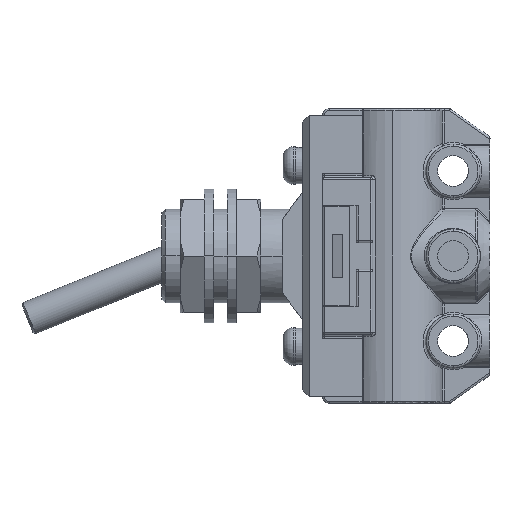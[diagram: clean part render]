
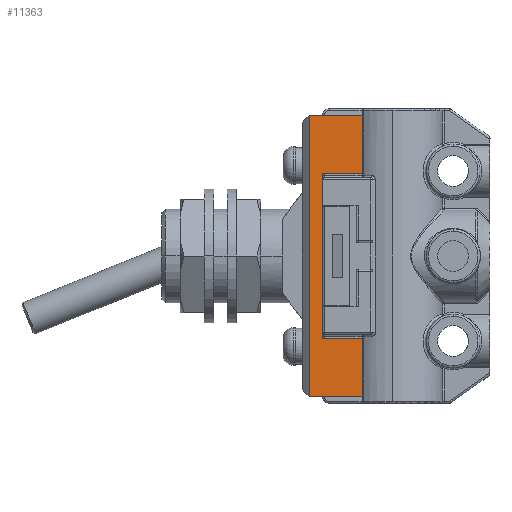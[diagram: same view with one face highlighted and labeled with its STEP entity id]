
A CAD part, left-side view. The second image highlights one B-rep face of the part: STEP entity #11363.
In plain terms, the highlighted planar face has unit normal (-1, 0, 0).
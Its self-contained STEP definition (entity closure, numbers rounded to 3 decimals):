
#186 = ORIENTED_EDGE ( 'NONE', *, *, #10412, .T. ) ;
#524 = LINE ( 'NONE', #15371, #6390 ) ;
#863 = EDGE_CURVE ( 'NONE', #17022, #15277, #3436, .T. ) ;
#1329 = VERTEX_POINT ( 'NONE', #9478 ) ;
#1402 = PLANE ( 'NONE',  #12294 ) ;
#1503 = VERTEX_POINT ( 'NONE', #11251 ) ;
#1603 = LINE ( 'NONE', #4845, #11757 ) ;
#1756 = VERTEX_POINT ( 'NONE', #10186 ) ;
#1982 = LINE ( 'NONE', #8052, #15599 ) ;
#2128 = DIRECTION ( 'NONE',  ( 0., 1., 0. ) ) ;
#2633 = CARTESIAN_POINT ( 'NONE',  ( -8., -6., -21. ) ) ;
#2805 = DIRECTION ( 'NONE',  ( 0., -1., 0. ) ) ;
#2967 = ORIENTED_EDGE ( 'NONE', *, *, #2971, .F. ) ;
#2971 = EDGE_CURVE ( 'NONE', #5134, #1329, #6468, .T. ) ;
#3027 = VECTOR ( 'NONE', #7811, 1000. ) ;
#3436 = LINE ( 'NONE', #14046, #13561 ) ;
#3722 = VECTOR ( 'NONE', #9650, 1000. ) ;
#4111 = DIRECTION ( 'NONE',  ( 0., -1., 0. ) ) ;
#4301 = DIRECTION ( 'NONE',  ( 0., 0., -1. ) ) ;
#4461 = DIRECTION ( 'NONE',  ( 0., 0., -1. ) ) ;
#4675 = DIRECTION ( 'NONE',  ( 0., 1., 0. ) ) ;
#4845 = CARTESIAN_POINT ( 'NONE',  ( -8., -6., -12.25 ) ) ;
#4984 = EDGE_CURVE ( 'NONE', #12895, #1503, #1603, .T. ) ;
#5134 = VERTEX_POINT ( 'NONE', #10943 ) ;
#5492 = ORIENTED_EDGE ( 'NONE', *, *, #10755, .T. ) ;
#5617 = VECTOR ( 'NONE', #2805, 1000. ) ;
#5961 = ORIENTED_EDGE ( 'NONE', *, *, #14928, .T. ) ;
#6033 = LINE ( 'NONE', #13854, #5617 ) ;
#6282 = CARTESIAN_POINT ( 'NONE',  ( -8., 0., 12.25 ) ) ;
#6390 = VECTOR ( 'NONE', #4301, 1000. ) ;
#6468 = LINE ( 'NONE', #9701, #3722 ) ;
#6478 = CARTESIAN_POINT ( 'NONE',  ( -8., 2., -21. ) ) ;
#6750 = EDGE_CURVE ( 'NONE', #1756, #5134, #6033, .T. ) ;
#7811 = DIRECTION ( 'NONE',  ( 0., 0., 1. ) ) ;
#7818 = VECTOR ( 'NONE', #14980, 1000. ) ;
#8052 = CARTESIAN_POINT ( 'NONE',  ( -8., -6., 21. ) ) ;
#8626 = EDGE_CURVE ( 'NONE', #12895, #15277, #1982, .T. ) ;
#9298 = ORIENTED_EDGE ( 'NONE', *, *, #863, .T. ) ;
#9478 = CARTESIAN_POINT ( 'NONE',  ( -8., -6., 12.25 ) ) ;
#9650 = DIRECTION ( 'NONE',  ( 0., 0., -1. ) ) ;
#9701 = CARTESIAN_POINT ( 'NONE',  ( -8., -6., 21. ) ) ;
#10102 = LINE ( 'NONE', #6282, #3027 ) ;
#10186 = CARTESIAN_POINT ( 'NONE',  ( -8., 2., 21. ) ) ;
#10350 = DIRECTION ( 'NONE',  ( 1., 0., 0. ) ) ;
#10412 = EDGE_CURVE ( 'NONE', #1503, #11219, #10102, .T. ) ;
#10755 = EDGE_CURVE ( 'NONE', #1756, #17022, #524, .T. ) ;
#10943 = CARTESIAN_POINT ( 'NONE',  ( -8., -6., 21. ) ) ;
#11219 = VERTEX_POINT ( 'NONE', #16327 ) ;
#11251 = CARTESIAN_POINT ( 'NONE',  ( -8., 0., -12.25 ) ) ;
#11261 = LINE ( 'NONE', #14915, #7818 ) ;
#11319 = ORIENTED_EDGE ( 'NONE', *, *, #6750, .F. ) ;
#11340 = CARTESIAN_POINT ( 'NONE',  ( -8., 3., 21. ) ) ;
#11363 = ADVANCED_FACE ( 'NONE', ( #15799 ), #1402, .F. ) ;
#11757 = VECTOR ( 'NONE', #4675, 1000. ) ;
#12294 = AXIS2_PLACEMENT_3D ( 'NONE', #11340, #10350, #2128 ) ;
#12895 = VERTEX_POINT ( 'NONE', #13030 ) ;
#13030 = CARTESIAN_POINT ( 'NONE',  ( -8., -6., -12.25 ) ) ;
#13053 = EDGE_LOOP ( 'NONE', ( #11319, #5492, #9298, #15147, #14731, #186, #5961, #2967 ) ) ;
#13561 = VECTOR ( 'NONE', #4111, 1000. ) ;
#13854 = CARTESIAN_POINT ( 'NONE',  ( -8., 3., 21. ) ) ;
#14046 = CARTESIAN_POINT ( 'NONE',  ( -8., 3., -21. ) ) ;
#14731 = ORIENTED_EDGE ( 'NONE', *, *, #4984, .T. ) ;
#14915 = CARTESIAN_POINT ( 'NONE',  ( -8., -6., 12.25 ) ) ;
#14928 = EDGE_CURVE ( 'NONE', #11219, #1329, #11261, .T. ) ;
#14980 = DIRECTION ( 'NONE',  ( 0., -1., 0. ) ) ;
#15147 = ORIENTED_EDGE ( 'NONE', *, *, #8626, .F. ) ;
#15277 = VERTEX_POINT ( 'NONE', #2633 ) ;
#15371 = CARTESIAN_POINT ( 'NONE',  ( -8., 2., 21. ) ) ;
#15599 = VECTOR ( 'NONE', #4461, 1000. ) ;
#15799 = FACE_OUTER_BOUND ( 'NONE', #13053, .T. ) ;
#16327 = CARTESIAN_POINT ( 'NONE',  ( -8., 0., 12.25 ) ) ;
#17022 = VERTEX_POINT ( 'NONE', #6478 ) ;
